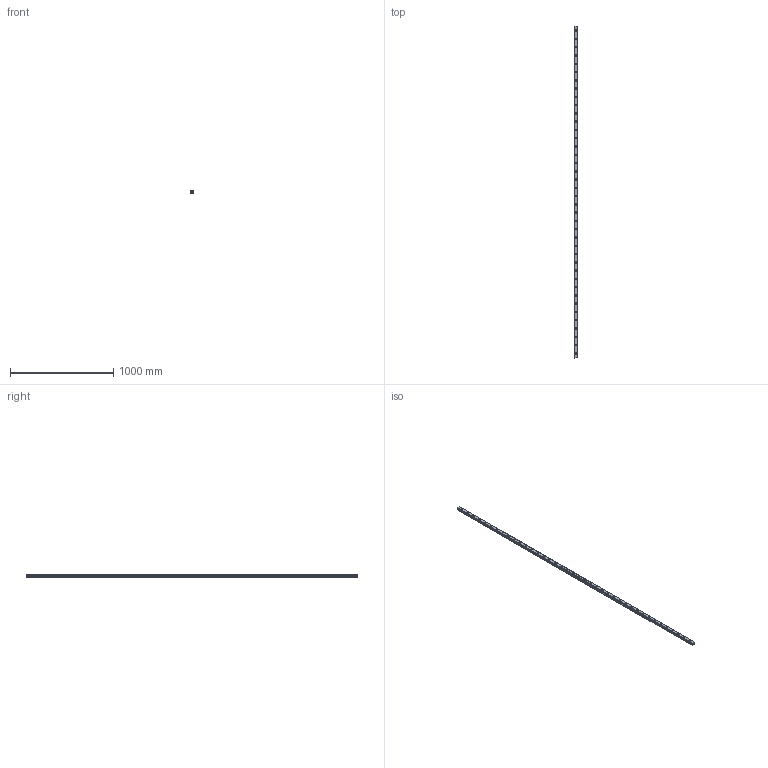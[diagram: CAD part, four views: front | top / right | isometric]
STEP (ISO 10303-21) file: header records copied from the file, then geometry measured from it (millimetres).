
FILE_DESCRIPTION(('STEP AP214'),'1');
FILE_NAME('cctmp_CACDEDC4-42A0-4BDE-BE8B-D456B264A63E_2021_02_17_13_06_51_0117..stp','2021-02-17T12:06:51',('HIWIN GmbH'),('CADClick - www.CADClick.com'),'Spatial InterOp 3D',' ','unknown authorization');
FILE_SCHEMA(('AUTOMOTIVE_DESIGN'));
Length unit declared in the file: millimetre
Products named in the file (1): EGR35R3210C_FILE
Bounding box: 34 x 3210 x 27.5 mm (x, y, z)
Volume: 2527945.4 mm3; surface area: 449588.7 mm2
Topology: 1 solids, 1 shells, 467 faces, 1023 edges, 682 vertices
Faces by surface type: cylinder 258, plane 209
Entity records: 16793 total; most frequent: DIRECTION 2475, CARTESIAN_POINT 2173, ORIENTED_EDGE 2046, EDGE_CURVE 1023, AXIS2_PLACEMENT_3D 984, VERTEX_POINT 682, EDGE_LOOP 591, CIRCLE 516
